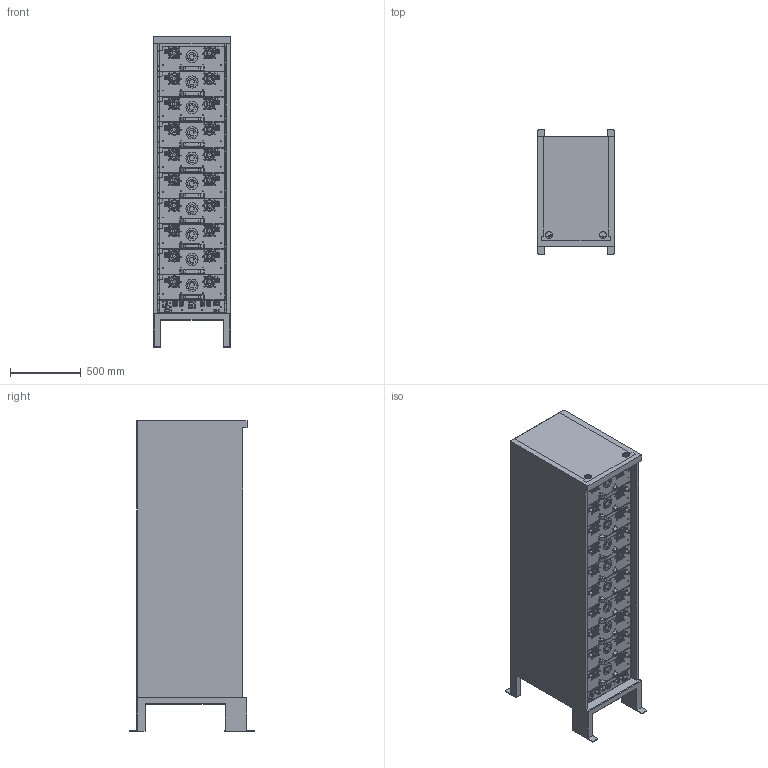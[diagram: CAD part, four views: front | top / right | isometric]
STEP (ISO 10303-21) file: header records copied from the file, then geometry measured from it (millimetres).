
FILE_DESCRIPTION(('HOOPS Exchange Step'),'2;1');
FILE_NAME('temp_export','2023-05-10T08:25:21-14:00',('benboyer'),('Shapr3D Limited'),'HOOPS Exchange 2022.2','Shapr3D','Authorized');
FILE_SCHEMA( ('AUTOMOTIVE_DESIGN { 1 0 10303 214 1 1 1 1 }') );
Length unit declared in the file: millimetre
Products named in the file (3): Folder 03; superRack twin (Demo Only) (Stripped).step; root
Assembly tree (2 placements, depth 2):
  root
    Folder 03
    superRack twin (Demo Only) (Stripped).step
Bounding box: 540 x 880 x 2200 mm (x, y, z)
Volume: 141146126.9 mm3; surface area: 12253948.5 mm2
Topology: 13 solids, 13 shells, 4061 faces, 11576 edges, 7673 vertices
Faces by surface type: cylinder 2095, plane 1669, torus 120, bspline 92, cone 81, sphere 4
Full cylindrical faces by diameter (mm): 2.3 x2, 3.2 x4, 3.4 x2, 4 x10, 4.2 x96, 4.22 x2, 4.5 x2, 5 x24, 5.2 x8, 5.4 x40, 5.5 x120, 7.5 x24, 8 x1, 9.5 x1, 10 x20, 16 x24, 20.412 x1, 21 x24, 23.503 x1, 41 x1, 42.001 x1, 45.001 x1, 50 x2, 77.2 x20, 82 x20, 86.023 x10
Entity records: 142833 total; most frequent: CARTESIAN_POINT 28888, DIRECTION 23645, ORIENTED_EDGE 23144, EDGE_CURVE 11572, AXIS2_PLACEMENT_3D 8660, VERTEX_POINT 7673, VECTOR 6325, LINE 6325
